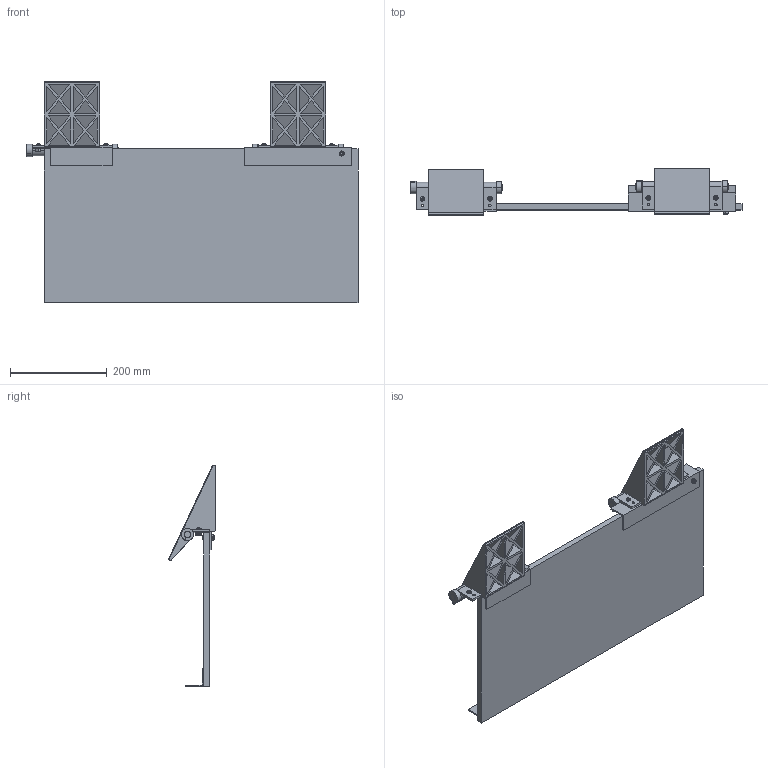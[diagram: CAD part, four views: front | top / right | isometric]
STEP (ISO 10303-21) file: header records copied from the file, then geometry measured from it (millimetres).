
FILE_DESCRIPTION (( 'STEP AP214' ), '1' );
FILE_NAME ('Board_HingedWedge_Assembly.STEP', '2019-12-09T21:56:41', ( '' ), ( '' ), 'SwSTEP 2.0', 'SolidWorks 2018', '' );
FILE_SCHEMA (( 'AUTOMOTIVE_DESIGN' ));
Length unit declared in the file: inch
Products named in the file (11): HingedWedge3DPrint; AluminumPlate; Board base; Shaft; L-Bracket long; 91772A242_18-8 SS PAN HEAD PHILLIPS MACHINE SCREW_91772A242; L-Bracket short; Board_HingedWedge_Assembly; ComponentAssembly; 9946K150_SET SCREW SHAFT COLLAR_9946K15; 91831A011_TYPE 18-8 STAINLESS STL NYLON-INSERT LOCKNUT_91831A011
Assembly tree (23 placements, depth 3):
  Board_HingedWedge_Assembly
    Board base
    L-Bracket long  x2
    L-Bracket short  x2
    ComponentAssembly  x2
      HingedWedge3DPrint
      Shaft
      AluminumPlate
      9946K150_SET SCREW SHAFT COLLAR_9946K15
    91772A242_18-8 SS PAN HEAD PHILLIPS MACHINE SCREW_91772A242  x5
    91831A011_TYPE 18-8 STAINLESS STL NYLON-INSERT LOCKNUT_91831A011  x5
Bounding box: 685.8 x 96.59 x 456.95 mm (x, y, z)
Volume: 3601199.7 mm3; surface area: 871323.2 mm2
Topology: 36 solids, 36 shells, 1427 faces, 3541 edges, 2249 vertices
Faces by surface type: cylinder 586, plane 475, cone 259, torus 82, bspline 15, sphere 10
Entity records: 13446 total; most frequent: CARTESIAN_POINT 4366, ORIENTED_EDGE 1836, DIRECTION 1692, EDGE_CURVE 918, AXIS2_PLACEMENT_3D 596, VERTEX_POINT 590, VECTOR 500, LINE 500
